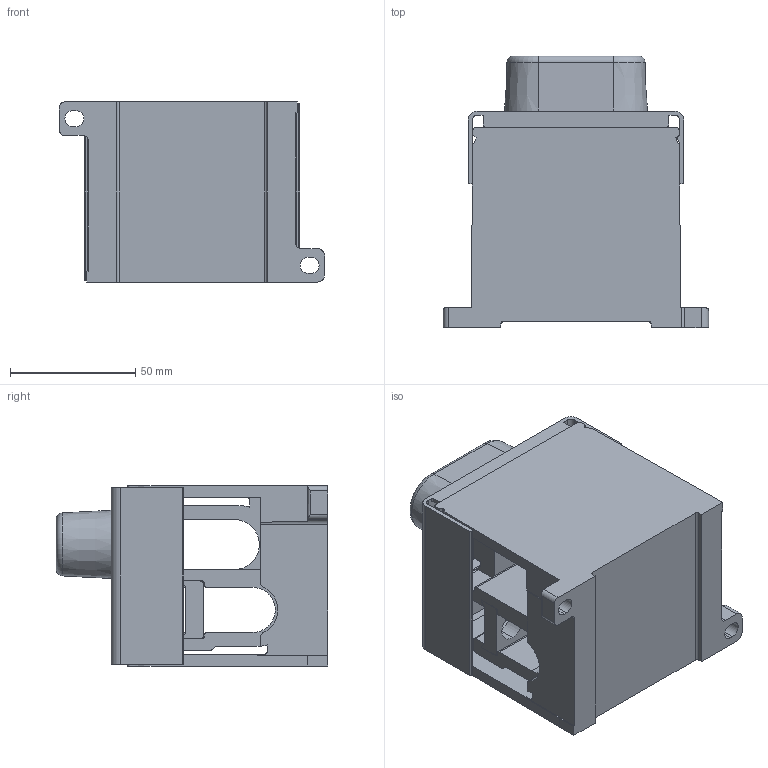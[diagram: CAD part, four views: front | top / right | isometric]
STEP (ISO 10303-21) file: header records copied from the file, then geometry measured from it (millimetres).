
FILE_DESCRIPTION((''),'2;1');
FILE_NAME('240-185','2024-02-21T',('dell'),(''),'PRO/ENGINEER BY PARAMETRIC TECHNOLOGY CORPORATION, 2013230','PRO/ENGINEER BY PARAMETRIC TECHNOLOGY CORPORATION, 2013230','');
FILE_SCHEMA(('AUTOMOTIVE_DESIGN { 1 0 10303 214 1 1 1 1 }'));
Length unit declared in the file: millimetre
Products named in the file (1): 240-185
Bounding box: 106 x 108.6 x 72 mm (x, y, z)
Volume: 303192.2 mm3; surface area: 89022.7 mm2
Topology: 1 solids, 1 shells, 243 faces, 724 edges, 480 vertices
Faces by surface type: plane 129, cylinder 110, torus 2, cone 2
Entity records: 8347 total; most frequent: CARTESIAN_POINT 1548, ORIENTED_EDGE 1448, DIRECTION 1394, EDGE_CURVE 724, VECTOR 490, LINE 490, VERTEX_POINT 480, AXIS2_PLACEMENT_3D 452
